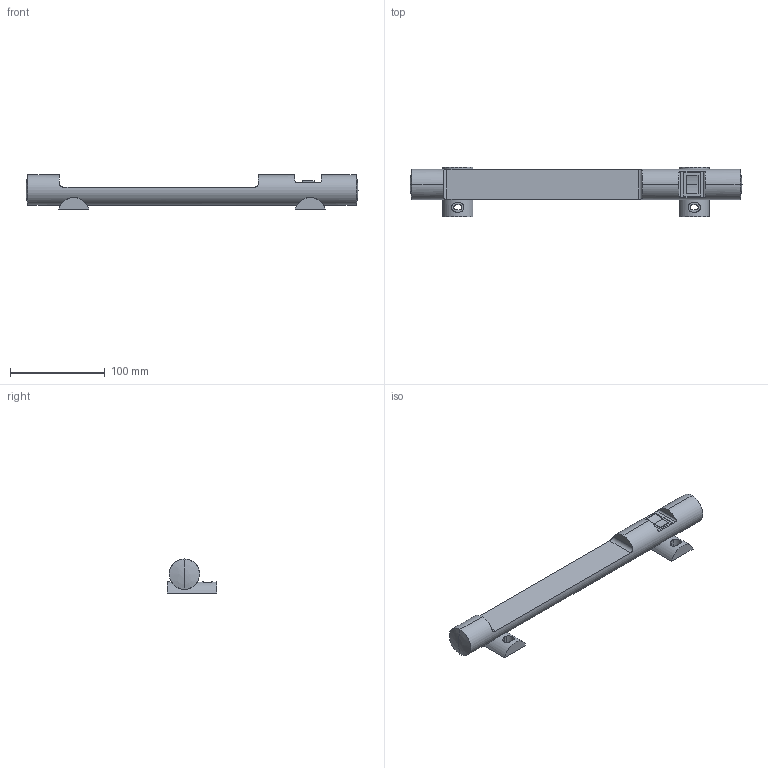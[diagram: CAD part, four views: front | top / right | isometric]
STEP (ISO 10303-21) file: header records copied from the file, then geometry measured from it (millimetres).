
FILE_DESCRIPTION(('starvars output'),'2;1');
FILE_NAME('cv20171024142048000044572.stp','14:20:48 2017/10/24',( 'Thomas Industrial Network Germany GmbH'),( 'Thomas Industrial Network Germany GmbH'),'unknown preprocess','ACIS' ,'unknown authorization');
FILE_SCHEMA(('CONFIG_CONTROL_DESIGN {UNKNOWN IMPLEMENTATION LEVEL}'));
Length unit declared in the file: millimetre
Products named in the file (1): PRODUCT_ID_1
Bounding box: 351 x 52 x 36 mm (x, y, z)
Volume: 234750.1 mm3; surface area: 41125.9 mm2
Topology: 1 solids, 1 shells, 53 faces, 137 edges, 88 vertices
Faces by surface type: plane 31, cylinder 18, bspline 4
Entity records: 1950 total; most frequent: CARTESIAN_POINT 628, ORIENTED_EDGE 266, DIRECTION 235, EDGE_CURVE 133, VERTEX_POINT 88, AXIS2_PLACEMENT_3D 79, VECTOR 77, LINE 77
